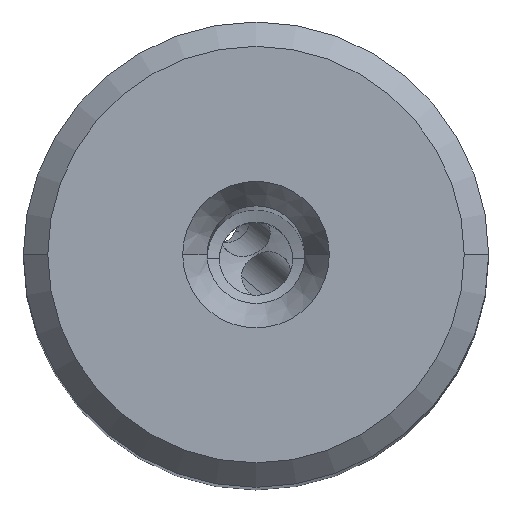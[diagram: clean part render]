
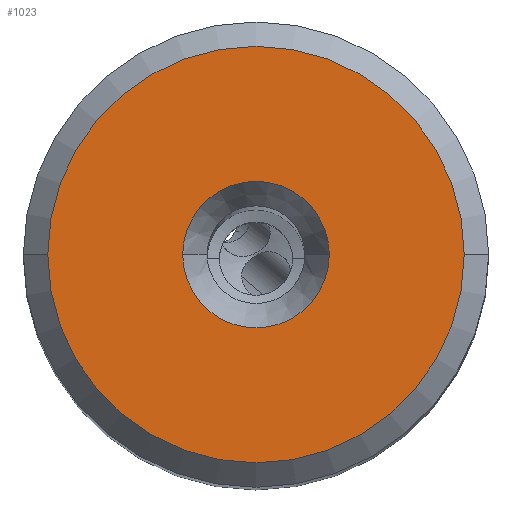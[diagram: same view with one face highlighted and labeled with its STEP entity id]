
A CAD part, top view. The second image highlights one B-rep face of the part: STEP entity #1023.
In plain terms, the highlighted planar face has unit normal (0, 0, 1).
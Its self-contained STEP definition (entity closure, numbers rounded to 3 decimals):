
#1023=ADVANCED_FACE('',(#1305,#1306),#1247,.T.);
#1247=PLANE('',#4291);
#1305=FACE_BOUND('',#1319,.T.);
#1306=FACE_BOUND('',#1320,.T.);
#1319=EDGE_LOOP('',(#1550,#1551,#1552,#1553));
#1320=EDGE_LOOP('',(#1554,#1555));
#1550=ORIENTED_EDGE('',*,*,#3278,.T.);
#1551=ORIENTED_EDGE('',*,*,#3279,.T.);
#1552=ORIENTED_EDGE('',*,*,#3280,.T.);
#1553=ORIENTED_EDGE('',*,*,#3281,.T.);
#1554=ORIENTED_EDGE('',*,*,#3282,.T.);
#1555=ORIENTED_EDGE('',*,*,#3283,.T.);
#2848=VERTEX_POINT('',#6018);
#2849=VERTEX_POINT('',#6019);
#2850=VERTEX_POINT('',#6021);
#2851=VERTEX_POINT('',#6023);
#2852=VERTEX_POINT('',#6026);
#2853=VERTEX_POINT('',#6027);
#3278=EDGE_CURVE('',#2848,#2849,#3927,.T.);
#3279=EDGE_CURVE('',#2849,#2850,#3928,.T.);
#3280=EDGE_CURVE('',#2850,#2851,#3929,.T.);
#3281=EDGE_CURVE('',#2851,#2848,#3930,.T.);
#3282=EDGE_CURVE('',#2852,#2853,#3931,.T.);
#3283=EDGE_CURVE('',#2853,#2852,#3932,.T.);
#3927=CIRCLE('',#4285,8.525);
#3928=CIRCLE('',#4286,8.525);
#3929=CIRCLE('',#4287,8.525);
#3930=CIRCLE('',#4288,8.525);
#3931=CIRCLE('',#4289,3.);
#3932=CIRCLE('',#4290,3.);
#4285=AXIS2_PLACEMENT_3D('',#6017,#4807,#4808);
#4286=AXIS2_PLACEMENT_3D('',#6020,#4809,#4810);
#4287=AXIS2_PLACEMENT_3D('',#6022,#4811,#4812);
#4288=AXIS2_PLACEMENT_3D('',#6024,#4813,#4814);
#4289=AXIS2_PLACEMENT_3D('',#6025,#4815,#4816);
#4290=AXIS2_PLACEMENT_3D('',#6028,#4817,#4818);
#4291=AXIS2_PLACEMENT_3D('',#6029,#4819,#4820);
#4807=DIRECTION('',(0.,0.,1.));
#4808=DIRECTION('',(0.,1.,0.));
#4809=DIRECTION('',(0.,0.,1.));
#4810=DIRECTION('',(-1.,0.,0.));
#4811=DIRECTION('',(0.,0.,1.));
#4812=DIRECTION('',(0.,-1.,0.));
#4813=DIRECTION('',(0.,0.,1.));
#4814=DIRECTION('',(1.,0.,0.));
#4815=DIRECTION('',(0.,0.,-1.));
#4816=DIRECTION('',(1.,0.,0.));
#4817=DIRECTION('',(0.,0.,-1.));
#4818=DIRECTION('',(-1.,0.,0.));
#4819=DIRECTION('',(0.,0.,1.));
#4820=DIRECTION('',(1.,0.,0.));
#6017=CARTESIAN_POINT('',(0.,0.,0.));
#6018=CARTESIAN_POINT('',(0.,8.525,0.));
#6019=CARTESIAN_POINT('',(-8.525,0.,0.));
#6020=CARTESIAN_POINT('',(0.,0.,0.));
#6021=CARTESIAN_POINT('',(0.,-8.525,0.));
#6022=CARTESIAN_POINT('',(0.,0.,0.));
#6023=CARTESIAN_POINT('',(8.525,0.,0.));
#6024=CARTESIAN_POINT('',(0.,0.,0.));
#6025=CARTESIAN_POINT('',(0.,0.,0.));
#6026=CARTESIAN_POINT('',(3.,0.,0.));
#6027=CARTESIAN_POINT('',(-3.,0.,0.));
#6028=CARTESIAN_POINT('',(0.,0.,0.));
#6029=CARTESIAN_POINT('',(0.,0.,0.));
